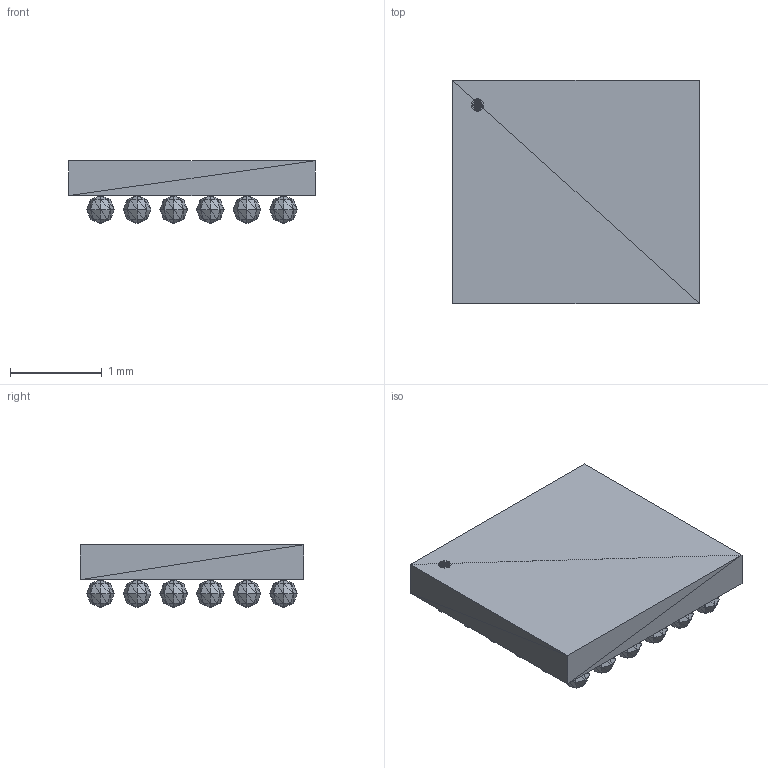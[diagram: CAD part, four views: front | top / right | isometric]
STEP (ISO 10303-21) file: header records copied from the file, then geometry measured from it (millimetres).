
FILE_DESCRIPTION(('STEP AP214'),'1');
FILE_NAME('21-0897B_W362D21','2019-12-17T21:05:47',(''),(''),'','','');
FILE_SCHEMA(('AUTOMOTIVE_DESIGN'));
Length unit declared in the file: millimetre
Products named in the file (1): product
Bounding box: 2.69 x 2.44 x 0.69 mm (x, y, z)
Volume: 2.9 mm3; surface area: 26.3 mm2
Topology: 38 solids, 38 shells, 1868 faces, 2802 edges, 1010 vertices
Faces by surface type: plane 1868
Entity records: 35777 total; most frequent: DIRECTION 6540, ORIENTED_EDGE 5604, CARTESIAN_POINT 2879, EDGE_CURVE 2802, LINE 2802, VECTOR 2802, AXIS2_PLACEMENT_3D 1869, STYLED_ITEM 1868
